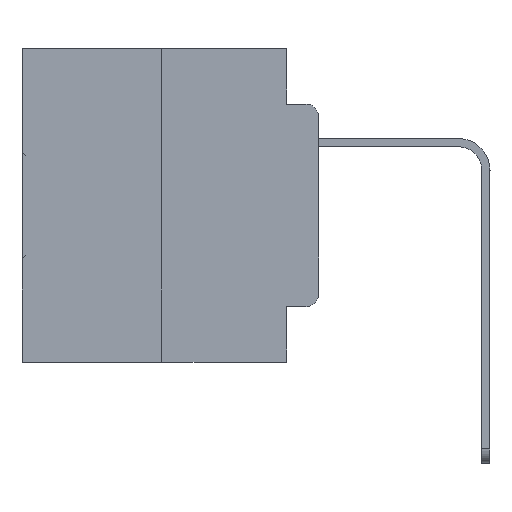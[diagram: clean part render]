
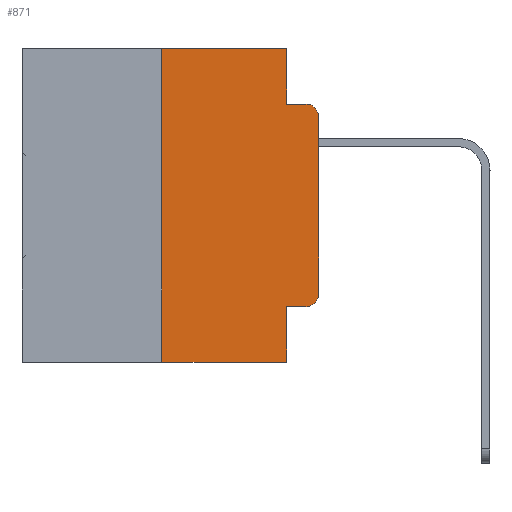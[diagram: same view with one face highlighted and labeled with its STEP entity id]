
A CAD part, left-side view. The second image highlights one B-rep face of the part: STEP entity #871.
In plain terms, the highlighted planar face has unit normal (-1, 0, 0).
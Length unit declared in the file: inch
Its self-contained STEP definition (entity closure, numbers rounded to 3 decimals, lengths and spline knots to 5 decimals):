
#516 = CARTESIAN_POINT ( 'NONE',  ( 0., 0.051, -0.0885 ) ) ;
#871 = ADVANCED_FACE ( 'NONE', ( #16105 ), #6606, .F. ) ;
#961 = DIRECTION ( 'NONE',  ( 0., 0., 1. ) ) ;
#1452 = ORIENTED_EDGE ( 'NONE', *, *, #15807, .T. ) ;
#1455 = ORIENTED_EDGE ( 'NONE', *, *, #28611, .F. ) ;
#1735 = EDGE_CURVE ( 'NONE', #16428, #25575, #12810, .T. ) ;
#2600 = VECTOR ( 'NONE', #19601, 39.37008 ) ;
#3154 = LINE ( 'NONE', #12075, #30118 ) ;
#3673 = CARTESIAN_POINT ( 'NONE',  ( 0., 0.051, -0.4115 ) ) ;
#4277 = VECTOR ( 'NONE', #22202, 39.37008 ) ;
#4728 = VECTOR ( 'NONE', #10853, 39.37008 ) ;
#5857 = VERTEX_POINT ( 'NONE', #21518 ) ;
#5961 = CARTESIAN_POINT ( 'NONE',  ( 0., 0.051, 0. ) ) ;
#6026 = CARTESIAN_POINT ( 'NONE',  ( 0., 0.051, -0.4115 ) ) ;
#6190 = DIRECTION ( 'NONE',  ( 0., 0., -1. ) ) ;
#6338 = VECTOR ( 'NONE', #29026, 39.37008 ) ;
#6606 = PLANE ( 'NONE',  #14443 ) ;
#6881 = CARTESIAN_POINT ( 'NONE',  ( 0., 0.02, -0.3915 ) ) ;
#6993 = ORIENTED_EDGE ( 'NONE', *, *, #28524, .F. ) ;
#7430 = DIRECTION ( 'NONE',  ( 0., 0., -1. ) ) ;
#7985 = EDGE_CURVE ( 'NONE', #27069, #10761, #11850, .T. ) ;
#8206 = LINE ( 'NONE', #516, #6338 ) ;
#8782 = VERTEX_POINT ( 'NONE', #16478 ) ;
#8984 = LINE ( 'NONE', #22082, #2600 ) ;
#9300 = DIRECTION ( 'NONE',  ( 0., 0., -1. ) ) ;
#10245 = CARTESIAN_POINT ( 'NONE',  ( 0., 0.02, -0.1085 ) ) ;
#10273 = VERTEX_POINT ( 'NONE', #10619 ) ;
#10459 = ORIENTED_EDGE ( 'NONE', *, *, #27711, .F. ) ;
#10606 = EDGE_LOOP ( 'NONE', ( #18571, #18931, #29947, #10459, #20851, #6993, #18549, #1455, #24291, #1452 ) ) ;
#10619 = CARTESIAN_POINT ( 'NONE',  ( 0., 0.02, -0.0885 ) ) ;
#10657 = LINE ( 'NONE', #17616, #4277 ) ;
#10761 = VERTEX_POINT ( 'NONE', #21765 ) ;
#10853 = DIRECTION ( 'NONE',  ( 0., -1., 0. ) ) ;
#11049 = CIRCLE ( 'NONE', #11119, 0.02 ) ;
#11119 = AXIS2_PLACEMENT_3D ( 'NONE', #6881, #23630, #9300 ) ;
#11452 = CARTESIAN_POINT ( 'NONE',  ( 0., 0., -0.3915 ) ) ;
#11850 = LINE ( 'NONE', #6026, #4728 ) ;
#11854 = LINE ( 'NONE', #27705, #26054 ) ;
#12075 = CARTESIAN_POINT ( 'NONE',  ( 0., 0.25, 0. ) ) ;
#12508 = EDGE_CURVE ( 'NONE', #8782, #12665, #8984, .T. ) ;
#12665 = VERTEX_POINT ( 'NONE', #5961 ) ;
#12809 = VECTOR ( 'NONE', #23058, 39.37008 ) ;
#12810 = LINE ( 'NONE', #15268, #17673 ) ;
#13484 = DIRECTION ( 'NONE',  ( 0., 0., -1. ) ) ;
#14443 = AXIS2_PLACEMENT_3D ( 'NONE', #18469, #23355, #6190 ) ;
#14482 = DIRECTION ( 'NONE',  ( 0., 0., 1. ) ) ;
#14852 = DIRECTION ( 'NONE',  ( -1., 0., 0. ) ) ;
#15044 = VERTEX_POINT ( 'NONE', #30641 ) ;
#15211 = CARTESIAN_POINT ( 'NONE',  ( 0., 0.473, -0.5 ) ) ;
#15268 = CARTESIAN_POINT ( 'NONE',  ( 0., 0., 0. ) ) ;
#15807 = EDGE_CURVE ( 'NONE', #10761, #16428, #11049, .T. ) ;
#16105 = FACE_OUTER_BOUND ( 'NONE', #10606, .T. ) ;
#16428 = VERTEX_POINT ( 'NONE', #11452 ) ;
#16478 = CARTESIAN_POINT ( 'NONE',  ( 0., 0.25, 0. ) ) ;
#16926 = LINE ( 'NONE', #15211, #12809 ) ;
#17185 = CARTESIAN_POINT ( 'NONE',  ( 0., 0., -0.1085 ) ) ;
#17616 = CARTESIAN_POINT ( 'NONE',  ( 0., 0.051, 0. ) ) ;
#17673 = VECTOR ( 'NONE', #961, 39.37008 ) ;
#18469 = CARTESIAN_POINT ( 'NONE',  ( 0., 0.473, 0. ) ) ;
#18549 = ORIENTED_EDGE ( 'NONE', *, *, #23229, .T. ) ;
#18571 = ORIENTED_EDGE ( 'NONE', *, *, #1735, .T. ) ;
#18931 = ORIENTED_EDGE ( 'NONE', *, *, #20493, .T. ) ;
#19601 = DIRECTION ( 'NONE',  ( 0., -1., 0. ) ) ;
#20493 = EDGE_CURVE ( 'NONE', #25575, #10273, #21939, .T. ) ;
#20851 = ORIENTED_EDGE ( 'NONE', *, *, #12508, .F. ) ;
#21518 = CARTESIAN_POINT ( 'NONE',  ( 0., 0.051, -0.0885 ) ) ;
#21765 = CARTESIAN_POINT ( 'NONE',  ( 0., 0.02, -0.4115 ) ) ;
#21939 = CIRCLE ( 'NONE', #30209, 0.02 ) ;
#22082 = CARTESIAN_POINT ( 'NONE',  ( 0., 0.473, 0. ) ) ;
#22202 = DIRECTION ( 'NONE',  ( 0., 0., -1. ) ) ;
#22838 = VERTEX_POINT ( 'NONE', #26116 ) ;
#23058 = DIRECTION ( 'NONE',  ( 0., -1., 0. ) ) ;
#23229 = EDGE_CURVE ( 'NONE', #15044, #22838, #16926, .T. ) ;
#23355 = DIRECTION ( 'NONE',  ( 1., 0., 0. ) ) ;
#23630 = DIRECTION ( 'NONE',  ( -1., 0., 0. ) ) ;
#24291 = ORIENTED_EDGE ( 'NONE', *, *, #7985, .T. ) ;
#24373 = EDGE_CURVE ( 'NONE', #5857, #10273, #8206, .T. ) ;
#25575 = VERTEX_POINT ( 'NONE', #17185 ) ;
#26054 = VECTOR ( 'NONE', #13484, 39.37008 ) ;
#26116 = CARTESIAN_POINT ( 'NONE',  ( 0., 0.051, -0.5 ) ) ;
#27069 = VERTEX_POINT ( 'NONE', #3673 ) ;
#27705 = CARTESIAN_POINT ( 'NONE',  ( 0., 0.051, 0. ) ) ;
#27711 = EDGE_CURVE ( 'NONE', #12665, #5857, #11854, .T. ) ;
#28524 = EDGE_CURVE ( 'NONE', #15044, #8782, #3154, .T. ) ;
#28611 = EDGE_CURVE ( 'NONE', #27069, #22838, #10657, .T. ) ;
#29026 = DIRECTION ( 'NONE',  ( 0., -1., 0. ) ) ;
#29947 = ORIENTED_EDGE ( 'NONE', *, *, #24373, .F. ) ;
#30118 = VECTOR ( 'NONE', #14482, 39.37008 ) ;
#30209 = AXIS2_PLACEMENT_3D ( 'NONE', #10245, #14852, #7430 ) ;
#30641 = CARTESIAN_POINT ( 'NONE',  ( 0., 0.25, -0.5 ) ) ;
